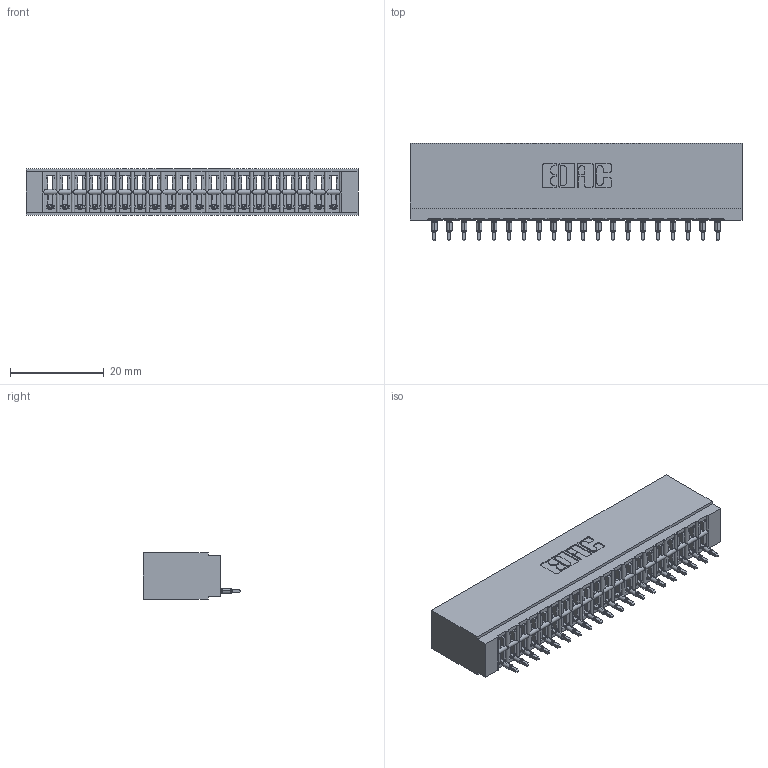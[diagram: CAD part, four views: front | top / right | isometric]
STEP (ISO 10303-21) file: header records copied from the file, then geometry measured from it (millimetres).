
FILE_DESCRIPTION (( 'STEP AP203' ), '1' );
FILE_NAME ('746-020-525-101.STEP', '2020-09-16T00:30:31', ( '' ), ( '' ), 'SwSTEP 2.0', 'SolidWorks 2020', '' );
FILE_SCHEMA (( 'CONFIG_CONTROL_DESIGN' ));
Length unit declared in the file: inch
Products named in the file (3): 746-020-525-101; 746 Part_.515 Slot Depth - 01; 746-292-001_525
Assembly tree (21 placements, depth 2):
  746-020-525-101
    746 Part_.515 Slot Depth - 01
    746-292-001_525  x20
Bounding box: 70.74 x 20.82 x 9.91 mm (x, y, z)
Volume: 7515.5 mm3; surface area: 10676.7 mm2
Topology: 21 solids, 21 shells, 2257 faces, 6403 edges, 4115 vertices
Faces by surface type: plane 1315, cylinder 422, bspline 400, torus 120
Entity records: 33331 total; most frequent: CARTESIAN_POINT 6925, ORIENTED_EDGE 5776, DIRECTION 4820, EDGE_CURVE 2888, VECTOR 2504, LINE 2504, VERTEX_POINT 1911, AXIS2_PLACEMENT_3D 1158
